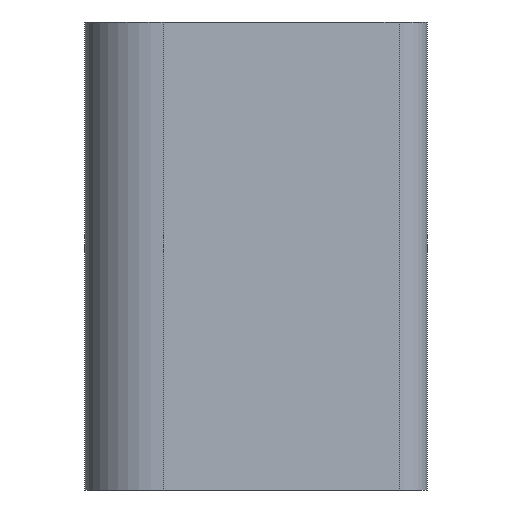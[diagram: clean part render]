
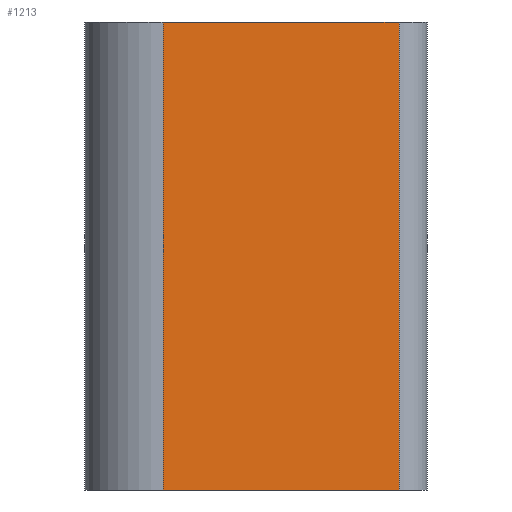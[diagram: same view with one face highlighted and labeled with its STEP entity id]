
A CAD part, left-side view. The second image highlights one B-rep face of the part: STEP entity #1213.
In plain terms, the highlighted planar face has unit normal (-0.996, -0.092, 0).
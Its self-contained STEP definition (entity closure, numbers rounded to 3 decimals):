
#18 = EDGE_LOOP ( 'NONE', ( #124, #125, #126, #127 ) ) ;
#124 = ORIENTED_EDGE ( 'NONE', *, *, #1125, .T. ) ;
#125 = ORIENTED_EDGE ( 'NONE', *, *, #1122, .F. ) ;
#126 = ORIENTED_EDGE ( 'NONE', *, *, #1083, .F. ) ;
#127 = ORIENTED_EDGE ( 'NONE', *, *, #1107, .T. ) ;
#317 = LINE ( 'NONE', #658, #319 ) ;
#319 = VECTOR ( 'NONE', #659, 1000. ) ;
#355 = VECTOR ( 'NONE', #716, 1000. ) ;
#363 = LINE ( 'NONE', #710, #355 ) ;
#388 = LINE ( 'NONE', #749, #389 ) ;
#389 = VECTOR ( 'NONE', #750, 1000. ) ;
#391 = LINE ( 'NONE', #748, #393 ) ;
#393 = VECTOR ( 'NONE', #756, 1000. ) ;
#491 = VERTEX_POINT ( 'NONE', #574 ) ;
#492 = VERTEX_POINT ( 'NONE', #575 ) ;
#518 = VERTEX_POINT ( 'NONE', #601 ) ;
#519 = VERTEX_POINT ( 'NONE', #602 ) ;
#574 = CARTESIAN_POINT ( 'NONE',  ( 9.473, 10.119, -7.5 ) ) ;
#575 = CARTESIAN_POINT ( 'NONE',  ( 8.773, 17.682, -7.5 ) ) ;
#601 = CARTESIAN_POINT ( 'NONE',  ( 9.473, 10.119, 7.5 ) ) ;
#602 = CARTESIAN_POINT ( 'NONE',  ( 8.773, 17.682, 7.5 ) ) ;
#658 = CARTESIAN_POINT ( 'NONE',  ( 8.773, 17.682, 7.5 ) ) ;
#659 = DIRECTION ( 'NONE',  ( 0.092, -0.996, 0. ) ) ;
#710 = CARTESIAN_POINT ( 'NONE',  ( 8.773, 17.682, 7.5 ) ) ;
#716 = DIRECTION ( 'NONE',  ( 0., 0., -1. ) ) ;
#748 = CARTESIAN_POINT ( 'NONE',  ( 8.773, 17.682, -7.5 ) ) ;
#749 = CARTESIAN_POINT ( 'NONE',  ( 9.473, 10.119, 7.5 ) ) ;
#750 = DIRECTION ( 'NONE',  ( 0., 0., -1. ) ) ;
#756 = DIRECTION ( 'NONE',  ( 0.092, -0.996, 0. ) ) ;
#933 = CARTESIAN_POINT ( 'NONE',  ( 8.773, 17.682, 7.5 ) ) ;
#934 = PLANE ( 'NONE',  #1280 ) ;
#936 = DIRECTION ( 'NONE',  ( 0.996, 0.092, 0. ) ) ;
#937 = DIRECTION ( 'NONE',  ( -0.092, 0.996, 0. ) ) ;
#1083 = EDGE_CURVE ( 'NONE', #519, #518, #317, .T. ) ;
#1107 = EDGE_CURVE ( 'NONE', #519, #492, #363, .T. ) ;
#1122 = EDGE_CURVE ( 'NONE', #518, #491, #388, .T. ) ;
#1125 = EDGE_CURVE ( 'NONE', #492, #491, #391, .T. ) ;
#1213 = ADVANCED_FACE ( 'NONE', ( #1376 ), #934, .F. ) ;
#1280 = AXIS2_PLACEMENT_3D ( 'NONE', #933, #936, #937 ) ;
#1376 = FACE_OUTER_BOUND ( 'NONE', #18, .T. ) ;
